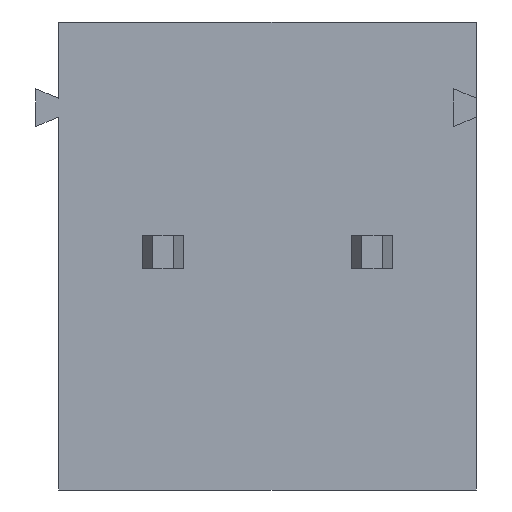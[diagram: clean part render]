
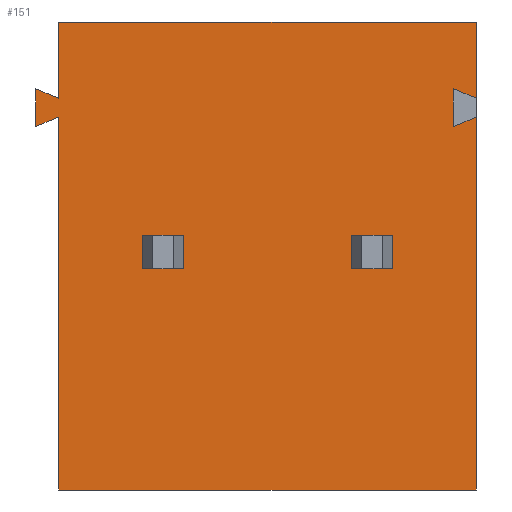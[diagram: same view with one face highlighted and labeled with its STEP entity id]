
A CAD part, front view. The second image highlights one B-rep face of the part: STEP entity #151.
In plain terms, the highlighted planar face has unit normal (0, -1, 0).
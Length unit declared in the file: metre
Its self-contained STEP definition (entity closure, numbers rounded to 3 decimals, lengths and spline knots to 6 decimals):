
#151=ADVANCED_FACE('',(#387,#388,#389),#390,.T.);
#387=FACE_BOUND('',#719,.T.);
#388=FACE_OUTER_BOUND('',#720,.T.);
#389=FACE_BOUND('',#721,.T.);
#390=PLANE('',#722);
#719=EDGE_LOOP('',(#1110,#1111,#1112,#1113));
#720=EDGE_LOOP('',(#1114,#1115,#1116,#1117,#1118,#1119,#1120,#1121,#1122,#1123,#1124,#1125));
#721=EDGE_LOOP('',(#1126,#1127,#1128,#1129));
#722=AXIS2_PLACEMENT_3D('',#1130,#1131,#1132);
#1110=ORIENTED_EDGE('',*,*,#1994,.T.);
#1111=ORIENTED_EDGE('',*,*,#1995,.T.);
#1112=ORIENTED_EDGE('',*,*,#1996,.F.);
#1113=ORIENTED_EDGE('',*,*,#1974,.F.);
#1114=ORIENTED_EDGE('',*,*,#1997,.T.);
#1115=ORIENTED_EDGE('',*,*,#1998,.T.);
#1116=ORIENTED_EDGE('',*,*,#1952,.F.);
#1117=ORIENTED_EDGE('',*,*,#1999,.F.);
#1118=ORIENTED_EDGE('',*,*,#2000,.F.);
#1119=ORIENTED_EDGE('',*,*,#2001,.T.);
#1120=ORIENTED_EDGE('',*,*,#2002,.F.);
#1121=ORIENTED_EDGE('',*,*,#2003,.T.);
#1122=ORIENTED_EDGE('',*,*,#2004,.T.);
#1123=ORIENTED_EDGE('',*,*,#2005,.T.);
#1124=ORIENTED_EDGE('',*,*,#2006,.T.);
#1125=ORIENTED_EDGE('',*,*,#2007,.T.);
#1126=ORIENTED_EDGE('',*,*,#2008,.T.);
#1127=ORIENTED_EDGE('',*,*,#2009,.F.);
#1128=ORIENTED_EDGE('',*,*,#2010,.F.);
#1129=ORIENTED_EDGE('',*,*,#2011,.T.);
#1130=CARTESIAN_POINT('',(0.04,0.0,-0.0125));
#1131=DIRECTION('',(0.0,-1.0,0.));
#1132=DIRECTION('',(0.0,0.,-1.0));
#1952=EDGE_CURVE('',#2327,#2329,#2330,.T.);
#1974=EDGE_CURVE('',#2366,#2368,#2369,.T.);
#1994=EDGE_CURVE('',#2366,#2402,#2403,.T.);
#1995=EDGE_CURVE('',#2402,#2404,#2405,.T.);
#1996=EDGE_CURVE('',#2368,#2404,#2406,.T.);
#1997=EDGE_CURVE('',#2407,#2408,#2409,.T.);
#1998=EDGE_CURVE('',#2408,#2329,#2410,.T.);
#1999=EDGE_CURVE('',#2411,#2327,#2412,.T.);
#2000=EDGE_CURVE('',#2413,#2411,#2414,.T.);
#2001=EDGE_CURVE('',#2413,#2415,#2416,.T.);
#2002=EDGE_CURVE('',#2417,#2415,#2418,.T.);
#2003=EDGE_CURVE('',#2417,#2419,#2420,.T.);
#2004=EDGE_CURVE('',#2419,#2421,#2422,.T.);
#2005=EDGE_CURVE('',#2421,#2423,#2424,.T.);
#2006=EDGE_CURVE('',#2423,#2425,#2426,.T.);
#2007=EDGE_CURVE('',#2425,#2407,#2427,.T.);
#2008=EDGE_CURVE('',#2428,#2429,#2430,.T.);
#2009=EDGE_CURVE('',#2431,#2429,#2432,.T.);
#2010=EDGE_CURVE('',#2433,#2431,#2434,.T.);
#2011=EDGE_CURVE('',#2433,#2428,#2435,.T.);
#2327=VERTEX_POINT('',#2874);
#2329=VERTEX_POINT('',#2877);
#2330=LINE('',#2878,#2879);
#2366=VERTEX_POINT('',#2931);
#2368=VERTEX_POINT('',#2934);
#2369=LINE('',#2935,#2936);
#2402=VERTEX_POINT('',#2984);
#2403=LINE('',#2985,#2986);
#2404=VERTEX_POINT('',#2987);
#2405=LINE('',#2988,#2989);
#2406=LINE('',#2990,#2991);
#2407=VERTEX_POINT('',#2992);
#2408=VERTEX_POINT('',#2993);
#2409=LINE('',#2994,#2995);
#2410=LINE('',#2996,#2997);
#2411=VERTEX_POINT('',#2998);
#2412=LINE('',#2999,#3000);
#2413=VERTEX_POINT('',#3001);
#2414=LINE('',#3002,#3003);
#2415=VERTEX_POINT('',#3004);
#2416=LINE('',#3005,#3006);
#2417=VERTEX_POINT('',#3007);
#2418=LINE('',#3008,#3009);
#2419=VERTEX_POINT('',#3010);
#2420=LINE('',#3011,#3012);
#2421=VERTEX_POINT('',#3013);
#2422=LINE('',#3014,#3015);
#2423=VERTEX_POINT('',#3016);
#2424=LINE('',#3017,#3018);
#2425=VERTEX_POINT('',#3019);
#2426=LINE('',#3020,#3021);
#2427=LINE('',#3022,#3023);
#2428=VERTEX_POINT('',#3024);
#2429=VERTEX_POINT('',#3025);
#2430=LINE('',#3026,#3027);
#2431=VERTEX_POINT('',#3028);
#2432=LINE('',#3029,#3030);
#2433=VERTEX_POINT('',#3031);
#2434=LINE('',#3032,#3033);
#2435=LINE('',#3034,#3035);
#2874=CARTESIAN_POINT('',(0.00945,0.0,-0.002504));
#2877=CARTESIAN_POINT('',(0.01,0.0,-0.002275));
#2878=CARTESIAN_POINT('',(0.01,0.0,-0.002275));
#2879=VECTOR('',#3602,1.0);
#2931=CARTESIAN_POINT('',(0.003,0.0,-0.0051));
#2934=CARTESIAN_POINT('',(0.002,0.0,-0.0051));
#2935=CARTESIAN_POINT('',(0.002,0.0,-0.0051));
#2936=VECTOR('',#3620,1.0);
#2984=CARTESIAN_POINT('',(0.003,0.0,-0.0059));
#2985=CARTESIAN_POINT('',(0.003,0.0,-0.0051));
#2986=VECTOR('',#3636,1.0);
#2987=CARTESIAN_POINT('',(0.002,0.0,-0.0059));
#2988=CARTESIAN_POINT('',(0.002,0.0,-0.0059));
#2989=VECTOR('',#3637,1.0);
#2990=CARTESIAN_POINT('',(0.002,0.0,-0.0051));
#2991=VECTOR('',#3638,1.0);
#2992=CARTESIAN_POINT('',(0.0,0.0,-0.0112));
#2993=CARTESIAN_POINT('',(0.01,0.0,-0.0112));
#2994=CARTESIAN_POINT('',(0.04,0.0,-0.0112));
#2995=VECTOR('',#3639,1.0);
#2996=CARTESIAN_POINT('',(0.01,0.0,-0.0125));
#2997=VECTOR('',#3640,1.0);
#2998=CARTESIAN_POINT('',(0.00945,0.0,-0.001596));
#2999=CARTESIAN_POINT('',(0.00945,0.0,-0.002504));
#3000=VECTOR('',#3641,1.0);
#3001=CARTESIAN_POINT('',(0.01,0.0,-0.001825));
#3002=CARTESIAN_POINT('',(0.00945,0.0,-0.001596));
#3003=VECTOR('',#3642,1.0);
#3004=CARTESIAN_POINT('',(0.01,0.0,0.));
#3005=CARTESIAN_POINT('',(0.01,0.0,-0.0125));
#3006=VECTOR('',#3643,1.0);
#3007=CARTESIAN_POINT('',(0.0,0.0,0.));
#3008=CARTESIAN_POINT('',(0.04,0.0,0.0));
#3009=VECTOR('',#3644,1.0);
#3010=CARTESIAN_POINT('',(0.0,0.0,-0.001825));
#3011=CARTESIAN_POINT('',(0.0,0.0,-0.0125));
#3012=VECTOR('',#3645,1.0);
#3013=CARTESIAN_POINT('',(-0.00055,0.0,-0.001596));
#3014=CARTESIAN_POINT('',(-0.00055,0.0,-0.001596));
#3015=VECTOR('',#3646,1.0);
#3016=CARTESIAN_POINT('',(-0.00055,0.0,-0.002504));
#3017=CARTESIAN_POINT('',(-0.00055,0.0,-0.002504));
#3018=VECTOR('',#3647,1.0);
#3019=CARTESIAN_POINT('',(0.0,0.0,-0.002275));
#3020=CARTESIAN_POINT('',(0.0,0.0,-0.002275));
#3021=VECTOR('',#3648,1.0);
#3022=CARTESIAN_POINT('',(0.0,0.0,-0.0125));
#3023=VECTOR('',#3649,1.0);
#3024=CARTESIAN_POINT('',(0.008,0.0,-0.0059));
#3025=CARTESIAN_POINT('',(0.007,0.0,-0.0059));
#3026=CARTESIAN_POINT('',(0.007,0.0,-0.0059));
#3027=VECTOR('',#3650,1.0);
#3028=CARTESIAN_POINT('',(0.007,0.0,-0.0051));
#3029=CARTESIAN_POINT('',(0.007,0.0,-0.0051));
#3030=VECTOR('',#3651,1.0);
#3031=CARTESIAN_POINT('',(0.008,0.0,-0.0051));
#3032=CARTESIAN_POINT('',(0.007,0.0,-0.0051));
#3033=VECTOR('',#3652,1.0);
#3034=CARTESIAN_POINT('',(0.008,0.0,-0.0051));
#3035=VECTOR('',#3653,1.0);
#3602=DIRECTION('',(0.923,0.,0.384));
#3620=DIRECTION('',(-1.0,0.,0.));
#3636=DIRECTION('',(0.,0.,-1.0));
#3637=DIRECTION('',(-1.0,0.,0.));
#3638=DIRECTION('',(0.,0.,-1.0));
#3639=DIRECTION('',(1.0,0.,0.));
#3640=DIRECTION('',(0.0,0.,1.0));
#3641=DIRECTION('',(0.,0.,-1.0));
#3642=DIRECTION('',(-0.923,0.,0.384));
#3643=DIRECTION('',(0.0,0.,1.0));
#3644=DIRECTION('',(1.0,0.,0.));
#3645=DIRECTION('',(0.,0.,-1.0));
#3646=DIRECTION('',(-0.923,0.,0.384));
#3647=DIRECTION('',(0.,0.,-1.0));
#3648=DIRECTION('',(0.923,0.,0.384));
#3649=DIRECTION('',(0.,0.,-1.0));
#3650=DIRECTION('',(-1.0,0.,0.));
#3651=DIRECTION('',(0.,0.,-1.0));
#3652=DIRECTION('',(-1.0,0.,0.));
#3653=DIRECTION('',(0.,0.,-1.0));
